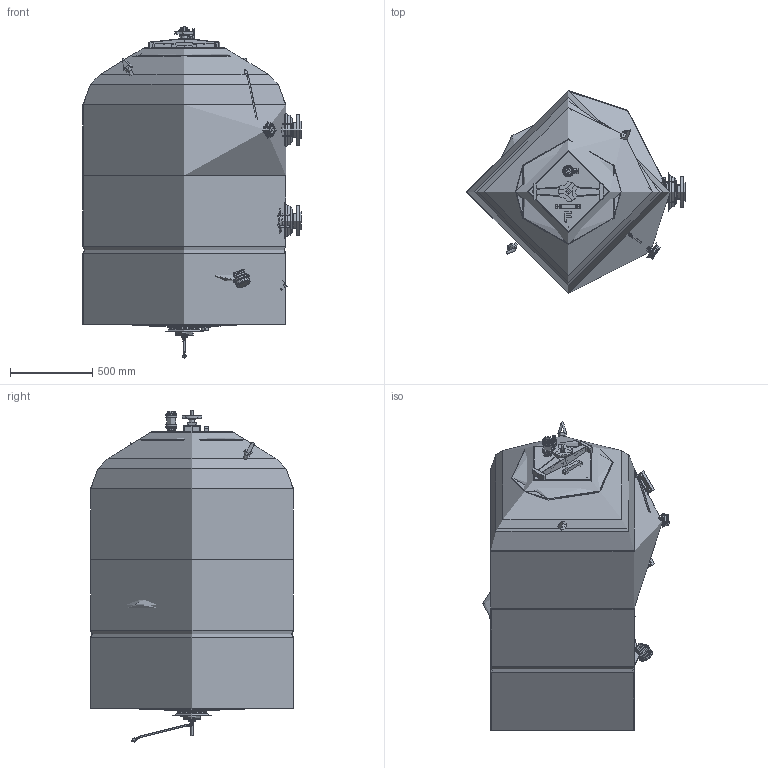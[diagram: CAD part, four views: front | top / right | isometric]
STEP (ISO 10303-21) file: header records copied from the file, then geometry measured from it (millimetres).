
FILE_DESCRIPTION( ( '' ), '1' );
FILE_NAME( '170705 HCFF47752WVA (VFSCN212075H).stp', '2017-07-06T12:04:58', ( 'Fiberpool Internacional' ), ( 'Fiberpool Internacional' ), 'PSStep 14.0', 'SolidEdgeST3', ' ' );
FILE_SCHEMA( ( 'AUTOMOTIVE_DESIGN { 1 0 10303 214 1 1 1 1 }' ) );
Length unit declared in the file: millimetre
Products named in the file (55): Manòmetre filtro industrial 2016 ; Manòmetre  ; Salida tornillos d-75 p1050-1200-oa0; Sortida descarga de arena 63-oa9; Assem1; filtre 1200 FB HAYW 170705-oa14; Base tapa ovalada filtro 2,5 BARS-oa5; Tapa oval filtro industrial completa 2,5 BARS-oa8; Válvula de bola 32-1pols; Salida tornillos d-75 p1050-1200-oa1; Desaigua filtre industrial 1pols-oa10; Brida tornillos d-90; cos válvula 32-1pols; manguito valvula bola 32-1pols; femella valvula 32-1pols; maneta válvula 32-1pols; cos manòmetre filtre industrial; fons manòmetre; agulla manòmetre; vidre manòmetre; Volante filtro-oa6; Varilla Roscada M-14x165mm Inox 304; TUERCA SUPERIOR SUJ_JUNTA TAP_OV; Base tapa ovalada filtro 2,5 BAR Act-oa4; CUERPO BRIDA DE TORNILLOS D-90 Rev140124; Tornillo M-10x55 Zinc. DIN 933; Maneta tapa filtro; Puente; Junta tórica 370,00x14,00 nbr-70; Machon doble rosca 1pols; ; ; Bolt_DIN_580_M24_v8.00; PASAMUROS MANÓMETRO R ¾EXT ¼ INT; Tuerca pasamuros manometro (PP+FV); Embellidor manòmetre PVC; JUNTA PLANA PASAMUROS MANOMETRO; Tap desaigue filtre 3-4 polsada-oa11; 102471028; Purgador filtre domestic ...
Bounding box: 1323 x 1230 x 2012.66 mm (x, y, z)
Volume: 212984822.3 mm3; surface area: 53597475.1 mm2
Topology: 241 solids, 241 shells, 6724 faces, 16798 edges, 10935 vertices
Faces by surface type: plane 4098, cylinder 1729, cone 357, bspline 291, torus 204, sphere 29, offset 10, extrusion 6
Full cylindrical faces by diameter (mm): 4 x4, 5 x8, 6 x45, 8 x20, 10 x47, 11.75 x6, 11.835 x5, 11.887 x4, 12 x5, 12.757 x4, 13 x8, 13.157 x4, 14 x5, 14.3 x4, 14.5 x5, 15 x4, 15.5 x4, 16 x4, 16.5 x4, 17 x4, 17.3 x8, 17.4 x4, 17.8 x4, 18 x20, 19.6 x5, 21 x14, 22.5 x4, 23 x8, 23.5 x8, 24 x14
Entity records: 80296 total; most frequent: CARTESIAN_POINT 43362, DIRECTION 5634, ORIENTED_EDGE 5248, EDGE_CURVE 2624, AXIS2_PLACEMENT_3D 2152, VERTEX_POINT 1829, EDGE_LOOP 1607, FACE_OUTER_BOUND 1382
